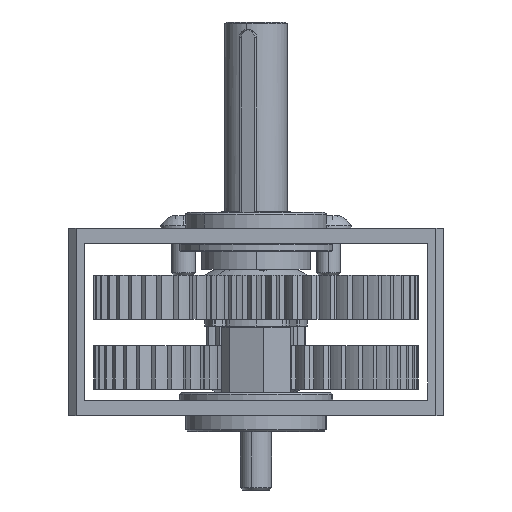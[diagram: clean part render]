
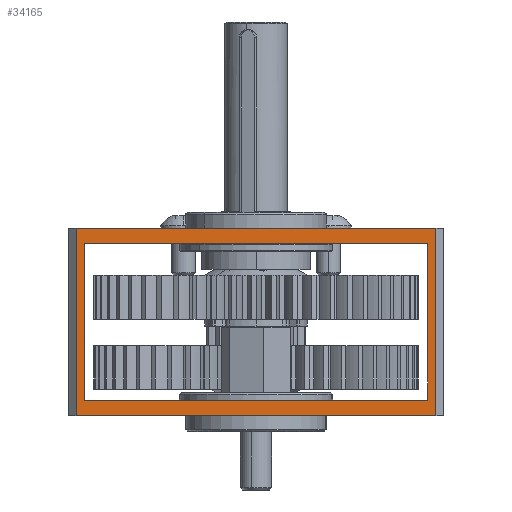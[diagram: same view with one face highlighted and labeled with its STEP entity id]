
A CAD part, left-side view. The second image highlights one B-rep face of the part: STEP entity #34165.
In plain terms, the highlighted planar face has unit normal (-1, 0, 0).
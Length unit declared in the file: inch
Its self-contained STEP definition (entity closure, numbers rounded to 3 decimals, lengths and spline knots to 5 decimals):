
#3435 = AXIS2_PLACEMENT_3D ( 'NONE', #26129, #26124, #26123 ) ;
#6287 = VECTOR ( 'NONE', #12434, 39.37008 ) ;
#6291 = LINE ( 'NONE', #12292, #6287 ) ;
#6305 = LINE ( 'NONE', #33446, #6310 ) ;
#6310 = VECTOR ( 'NONE', #33477, 39.37008 ) ;
#6375 = LINE ( 'NONE', #33530, #6380 ) ;
#6380 = VECTOR ( 'NONE', #33409, 39.37008 ) ;
#7458 = VERTEX_POINT ( 'NONE', #31338 ) ;
#7634 = VERTEX_POINT ( 'NONE', #31417 ) ;
#7636 = VERTEX_POINT ( 'NONE', #31220 ) ;
#7639 = VERTEX_POINT ( 'NONE', #30975 ) ;
#7641 = VERTEX_POINT ( 'NONE', #31176 ) ;
#7682 = VERTEX_POINT ( 'NONE', #31291 ) ;
#11922 = ORIENTED_EDGE ( 'NONE', *, *, #33100, .T. ) ;
#11948 = ORIENTED_EDGE ( 'NONE', *, *, #15899, .T. ) ;
#11954 = ORIENTED_EDGE ( 'NONE', *, *, #33199, .T. ) ;
#12018 = ORIENTED_EDGE ( 'NONE', *, *, #33130, .T. ) ;
#12034 = ORIENTED_EDGE ( 'NONE', *, *, #30302, .F. ) ;
#12076 = ORIENTED_EDGE ( 'NONE', *, *, #15837, .T. ) ;
#12086 = ORIENTED_EDGE ( 'NONE', *, *, #33157, .T. ) ;
#12143 = ORIENTED_EDGE ( 'NONE', *, *, #15819, .F. ) ;
#12292 = CARTESIAN_POINT ( 'NONE',  ( -10., -1.5, 0.75 ) ) ;
#12434 = DIRECTION ( 'NONE',  ( 0., -1., 0. ) ) ;
#14112 = LINE ( 'NONE', #33629, #14114 ) ;
#14114 = VECTOR ( 'NONE', #33628, 39.37008 ) ;
#14147 = VECTOR ( 'NONE', #33812, 39.37008 ) ;
#14157 = LINE ( 'NONE', #33721, #14147 ) ;
#14197 = LINE ( 'NONE', #33839, #14200 ) ;
#14200 = VECTOR ( 'NONE', #33759, 39.37008 ) ;
#14261 = LINE ( 'NONE', #26257, #14267 ) ;
#14267 = VECTOR ( 'NONE', #26244, 39.37008 ) ;
#15819 = EDGE_CURVE ( 'NONE', #7634, #7641, #6291, .T. ) ;
#15837 = EDGE_CURVE ( 'NONE', #7682, #7458, #6305, .T. ) ;
#15899 = EDGE_CURVE ( 'NONE', #29568, #29759, #6375, .T. ) ;
#21440 = EDGE_LOOP ( 'NONE', ( #12086, #12076, #11922, #11948 ) ) ;
#21453 = EDGE_LOOP ( 'NONE', ( #12034, #11954, #12143, #12018 ) ) ;
#23131 = CARTESIAN_POINT ( 'NONE',  ( -10., 1.375, -0.625 ) ) ;
#23658 = DIRECTION ( 'NONE',  ( 0., 1., 0. ) ) ;
#23960 = CARTESIAN_POINT ( 'NONE',  ( -10., -1.5, -0.75 ) ) ;
#25723 = CARTESIAN_POINT ( 'NONE',  ( -10., -1.375, -0.625 ) ) ;
#26123 = DIRECTION ( 'NONE',  ( 0., 0., 1. ) ) ;
#26124 = DIRECTION ( 'NONE',  ( 1., 0., 0. ) ) ;
#26127 = PLANE ( 'NONE',  #3435 ) ;
#26129 = CARTESIAN_POINT ( 'NONE',  ( -10., 1.5, -0.75 ) ) ;
#26244 = DIRECTION ( 'NONE',  ( 0., 0., 1. ) ) ;
#26257 = CARTESIAN_POINT ( 'NONE',  ( -10., -1.44, -0.75 ) ) ;
#28252 = FACE_BOUND ( 'NONE', #21440, .T. ) ;
#28260 = FACE_OUTER_BOUND ( 'NONE', #21453, .T. ) ;
#29568 = VERTEX_POINT ( 'NONE', #25723 ) ;
#29759 = VERTEX_POINT ( 'NONE', #23131 ) ;
#30302 = EDGE_CURVE ( 'NONE', #7639, #7636, #35341, .T. ) ;
#30975 = CARTESIAN_POINT ( 'NONE',  ( -10., -1.44, -0.75 ) ) ;
#31176 = CARTESIAN_POINT ( 'NONE',  ( -10., -1.44, 0.75 ) ) ;
#31220 = CARTESIAN_POINT ( 'NONE',  ( -10., 1.44, -0.75 ) ) ;
#31291 = CARTESIAN_POINT ( 'NONE',  ( -10., 1.375, 0.625 ) ) ;
#31338 = CARTESIAN_POINT ( 'NONE',  ( -10., -1.375, 0.625 ) ) ;
#31417 = CARTESIAN_POINT ( 'NONE',  ( -10., 1.44, 0.75 ) ) ;
#33100 = EDGE_CURVE ( 'NONE', #7458, #29568, #14112, .T. ) ;
#33130 = EDGE_CURVE ( 'NONE', #7634, #7636, #14157, .T. ) ;
#33157 = EDGE_CURVE ( 'NONE', #29759, #7682, #14197, .T. ) ;
#33199 = EDGE_CURVE ( 'NONE', #7639, #7641, #14261, .T. ) ;
#33409 = DIRECTION ( 'NONE',  ( 0., 1., 0. ) ) ;
#33446 = CARTESIAN_POINT ( 'NONE',  ( -10., -1.375, 0.625 ) ) ;
#33477 = DIRECTION ( 'NONE',  ( 0., -1., 0. ) ) ;
#33530 = CARTESIAN_POINT ( 'NONE',  ( -10., -1.375, -0.625 ) ) ;
#33628 = DIRECTION ( 'NONE',  ( 0., 0., -1. ) ) ;
#33629 = CARTESIAN_POINT ( 'NONE',  ( -10., -1.375, 0.625 ) ) ;
#33721 = CARTESIAN_POINT ( 'NONE',  ( -10., 1.44, -0.75 ) ) ;
#33759 = DIRECTION ( 'NONE',  ( 0., 0., 1. ) ) ;
#33812 = DIRECTION ( 'NONE',  ( 0., 0., -1. ) ) ;
#33839 = CARTESIAN_POINT ( 'NONE',  ( -10., 1.375, 0.625 ) ) ;
#34165 = ADVANCED_FACE ( 'NONE', ( #28252, #28260 ), #26127, .F. ) ;
#35341 = LINE ( 'NONE', #23960, #35342 ) ;
#35342 = VECTOR ( 'NONE', #23658, 39.37008 ) ;
